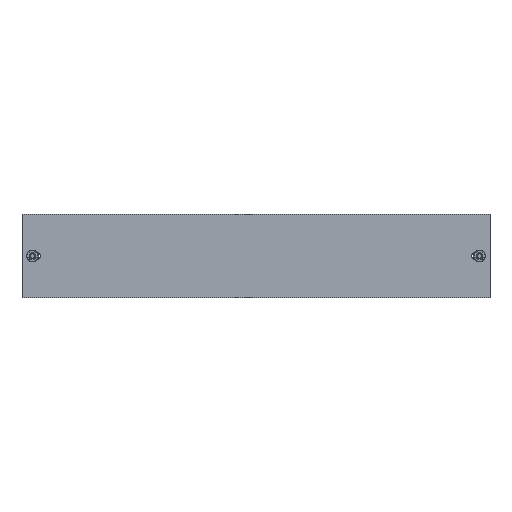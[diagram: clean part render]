
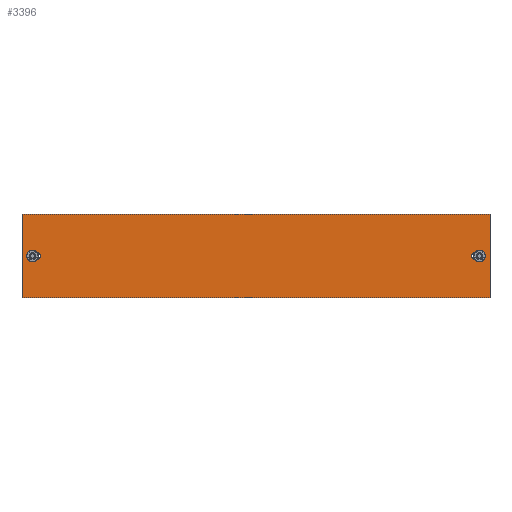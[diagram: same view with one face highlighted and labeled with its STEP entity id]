
A CAD part, top view. The second image highlights one B-rep face of the part: STEP entity #3396.
In plain terms, the highlighted planar face has unit normal (0, 0, 1).
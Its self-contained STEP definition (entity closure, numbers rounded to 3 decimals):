
#79=DIRECTION('',(1.,0.,0.));
#80=VECTOR('',#79,281.7);
#81=CARTESIAN_POINT('',(0.,0.,2.));
#82=LINE('',#81,#80);
#83=DIRECTION('',(0.,-1.,0.));
#84=VECTOR('',#83,50.);
#85=CARTESIAN_POINT('',(0.,50.,2.));
#86=LINE('',#85,#84);
#87=DIRECTION('',(-1.,0.,0.));
#88=VECTOR('',#87,281.7);
#89=CARTESIAN_POINT('',(281.7,50.,2.));
#90=LINE('',#89,#88);
#91=DIRECTION('',(0.,1.,0.));
#92=VECTOR('',#91,50.);
#93=CARTESIAN_POINT('',(281.7,0.,2.));
#94=LINE('',#93,#92);
#95=CARTESIAN_POINT('',(275.45,25.,2.));
#96=DIRECTION('',(0.,0.,1.));
#97=DIRECTION('',(1.,0.,0.));
#98=AXIS2_PLACEMENT_3D('',#95,#96,#97);
#100=CARTESIAN_POINT('',(272.7,25.,2.));
#101=DIRECTION('',(0.,0.,-1.));
#102=DIRECTION('',(-0.063,-0.998,0.));
#103=AXIS2_PLACEMENT_3D('',#100,#101,#102);
#105=CARTESIAN_POINT('',(275.45,25.,2.));
#106=DIRECTION('',(0.,0.,1.));
#107=DIRECTION('',(-0.821,-0.57,0.));
#108=AXIS2_PLACEMENT_3D('',#105,#106,#107);
#110=CARTESIAN_POINT('',(6.25,25.,2.));
#111=DIRECTION('',(0.,0.,1.));
#112=DIRECTION('',(0.821,0.57,0.));
#113=AXIS2_PLACEMENT_3D('',#110,#111,#112);
#115=CARTESIAN_POINT('',(6.25,25.,2.));
#116=DIRECTION('',(0.,0.,1.));
#117=DIRECTION('',(-1.,0.,0.));
#118=AXIS2_PLACEMENT_3D('',#115,#116,#117);
#120=CARTESIAN_POINT('',(9.,25.,2.));
#121=DIRECTION('',(0.,0.,-1.));
#122=DIRECTION('',(0.063,0.998,0.));
#123=AXIS2_PLACEMENT_3D('',#120,#121,#122);
#2785=CARTESIAN_POINT('',(0.,0.,2.));
#2786=CARTESIAN_POINT('',(281.7,0.,2.));
#2787=VERTEX_POINT('',#2785);
#2788=VERTEX_POINT('',#2786);
#2789=CARTESIAN_POINT('',(281.7,50.,2.));
#2790=VERTEX_POINT('',#2789);
#2791=CARTESIAN_POINT('',(0.,50.,2.));
#2792=VERTEX_POINT('',#2791);
#2859=CARTESIAN_POINT('',(278.95,25.,2.));
#2860=CARTESIAN_POINT('',(272.575,26.996,2.));
#2861=VERTEX_POINT('',#2859);
#2862=VERTEX_POINT('',#2860);
#2863=CARTESIAN_POINT('',(272.575,23.004,2.));
#2864=VERTEX_POINT('',#2863);
#2883=CARTESIAN_POINT('',(9.125,26.996,2.));
#2884=CARTESIAN_POINT('',(2.75,25.,2.));
#2885=VERTEX_POINT('',#2883);
#2886=VERTEX_POINT('',#2884);
#2887=CARTESIAN_POINT('',(9.125,23.004,2.));
#2888=VERTEX_POINT('',#2887);
#3369=CARTESIAN_POINT('',(0.,0.,2.));
#3370=DIRECTION('',(0.,0.,1.));
#3371=DIRECTION('',(1.,0.,0.));
#3372=AXIS2_PLACEMENT_3D('',#3369,#3370,#3371);
#3373=PLANE('',#3372);
#3374=ORIENTED_EDGE('',*,*,#3321,.F.);
#3375=ORIENTED_EDGE('',*,*,#3336,.F.);
#3376=ORIENTED_EDGE('',*,*,#3350,.F.);
#3377=ORIENTED_EDGE('',*,*,#3363,.F.);
#3378=EDGE_LOOP('',(#3374,#3375,#3376,#3377));
#3379=FACE_OUTER_BOUND('',#3378,.F.);
#3381=ORIENTED_EDGE('',*,*,#3380,.T.);
#3383=ORIENTED_EDGE('',*,*,#3382,.F.);
#3385=ORIENTED_EDGE('',*,*,#3384,.T.);
#3386=EDGE_LOOP('',(#3381,#3383,#3385));
#3387=FACE_BOUND('',#3386,.F.);
#3389=ORIENTED_EDGE('',*,*,#3388,.T.);
#3391=ORIENTED_EDGE('',*,*,#3390,.T.);
#3393=ORIENTED_EDGE('',*,*,#3392,.F.);
#3394=EDGE_LOOP('',(#3389,#3391,#3393));
#3395=FACE_BOUND('',#3394,.F.);
#3396=ADVANCED_FACE('',(#3379,#3387,#3395),#3373,.T.);
#99=CIRCLE('',#98,3.5);
#104=CIRCLE('',#103,2.);
#109=CIRCLE('',#108,3.5);
#114=CIRCLE('',#113,3.5);
#119=CIRCLE('',#118,3.5);
#124=CIRCLE('',#123,2.);
#3321=EDGE_CURVE('',#2787,#2788,#82,.T.);
#3336=EDGE_CURVE('',#2792,#2787,#86,.T.);
#3350=EDGE_CURVE('',#2790,#2792,#90,.T.);
#3363=EDGE_CURVE('',#2788,#2790,#94,.T.);
#3380=EDGE_CURVE('',#2861,#2862,#99,.T.);
#3382=EDGE_CURVE('',#2864,#2862,#104,.T.);
#3384=EDGE_CURVE('',#2864,#2861,#109,.T.);
#3388=EDGE_CURVE('',#2885,#2886,#114,.T.);
#3390=EDGE_CURVE('',#2886,#2888,#119,.T.);
#3392=EDGE_CURVE('',#2885,#2888,#124,.T.);
